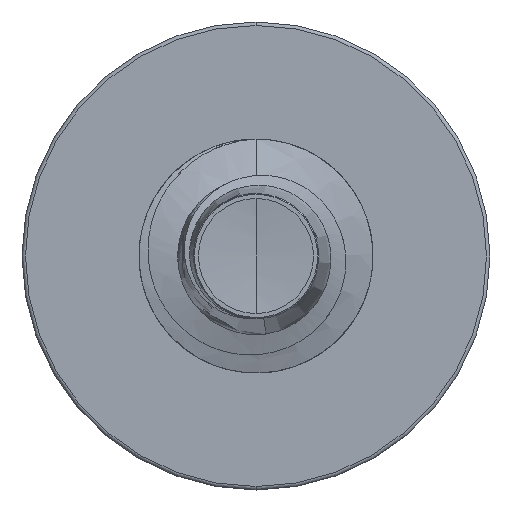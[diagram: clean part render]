
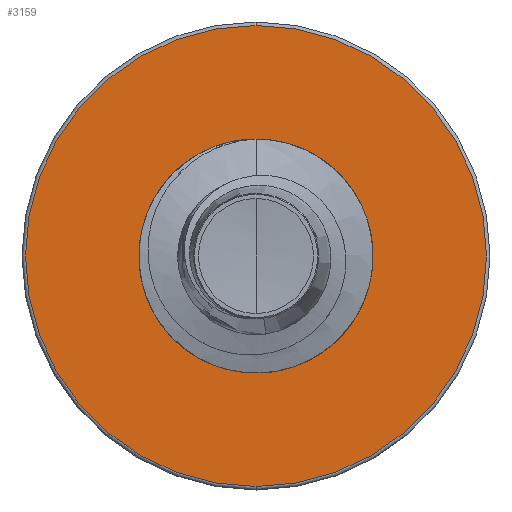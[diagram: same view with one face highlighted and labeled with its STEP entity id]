
A CAD part, front view. The second image highlights one B-rep face of the part: STEP entity #3159.
In plain terms, the highlighted planar face has unit normal (0, -1, 0).
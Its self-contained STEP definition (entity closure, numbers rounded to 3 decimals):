
#113 = CIRCLE ( 'NONE', #20682, 5.91 ) ;
#641 = CARTESIAN_POINT ( 'NONE',  ( 0., 25., -2.842 ) ) ;
#1191 = DIRECTION ( 'NONE',  ( 0., 0., 1. ) ) ;
#1477 = EDGE_LOOP ( 'NONE', ( #3731, #20318 ) ) ;
#1660 = CARTESIAN_POINT ( 'NONE',  ( 0., 25., 0. ) ) ;
#2005 = CIRCLE ( 'NONE', #15208, 2.842 ) ;
#2703 = VERTEX_POINT ( 'NONE', #16545 ) ;
#3159 = ADVANCED_FACE ( 'NONE', ( #21124, #15234 ), #6558, .F. ) ;
#3451 = AXIS2_PLACEMENT_3D ( 'NONE', #1660, #15715, #3689 ) ;
#3689 = DIRECTION ( 'NONE',  ( 0., 0., 1. ) ) ;
#3731 = ORIENTED_EDGE ( 'NONE', *, *, #10313, .T. ) ;
#3991 = DIRECTION ( 'NONE',  ( 0., 1., 0. ) ) ;
#4704 = DIRECTION ( 'NONE',  ( 0., 1., 0. ) ) ;
#5139 = CIRCLE ( 'NONE', #3451, 2.842 ) ;
#5425 = EDGE_CURVE ( 'NONE', #2703, #22379, #113, .T. ) ;
#6558 = PLANE ( 'NONE',  #11852 ) ;
#6732 = CARTESIAN_POINT ( 'NONE',  ( 0., 25., -5.91 ) ) ;
#7514 = AXIS2_PLACEMENT_3D ( 'NONE', #25054, #13257, #1191 ) ;
#8508 = CARTESIAN_POINT ( 'NONE',  ( 0., 25., 0. ) ) ;
#10313 = EDGE_CURVE ( 'NONE', #21228, #14028, #2005, .T. ) ;
#10522 = DIRECTION ( 'NONE',  ( 0., 0., 1. ) ) ;
#10599 = EDGE_LOOP ( 'NONE', ( #18167, #13505 ) ) ;
#11852 = AXIS2_PLACEMENT_3D ( 'NONE', #641, #4704, #18712 ) ;
#12185 = CARTESIAN_POINT ( 'NONE',  ( 0., 25., 2.842 ) ) ;
#13257 = DIRECTION ( 'NONE',  ( 0., 1., 0. ) ) ;
#13505 = ORIENTED_EDGE ( 'NONE', *, *, #19674, .F. ) ;
#14028 = VERTEX_POINT ( 'NONE', #21072 ) ;
#15208 = AXIS2_PLACEMENT_3D ( 'NONE', #16015, #3991, #18021 ) ;
#15234 = FACE_BOUND ( 'NONE', #1477, .T. ) ;
#15715 = DIRECTION ( 'NONE',  ( 0., 1., 0. ) ) ;
#16015 = CARTESIAN_POINT ( 'NONE',  ( 0., 25., 0. ) ) ;
#16545 = CARTESIAN_POINT ( 'NONE',  ( 0., 25., 5.91 ) ) ;
#16999 = EDGE_CURVE ( 'NONE', #14028, #21228, #5139, .T. ) ;
#18001 = CIRCLE ( 'NONE', #7514, 5.91 ) ;
#18021 = DIRECTION ( 'NONE',  ( 0., 0., 1. ) ) ;
#18167 = ORIENTED_EDGE ( 'NONE', *, *, #5425, .F. ) ;
#18712 = DIRECTION ( 'NONE',  ( 0., 0., 1. ) ) ;
#19674 = EDGE_CURVE ( 'NONE', #22379, #2703, #18001, .T. ) ;
#20318 = ORIENTED_EDGE ( 'NONE', *, *, #16999, .T. ) ;
#20682 = AXIS2_PLACEMENT_3D ( 'NONE', #8508, #22411, #10522 ) ;
#21072 = CARTESIAN_POINT ( 'NONE',  ( 0., 25., -2.842 ) ) ;
#21124 = FACE_OUTER_BOUND ( 'NONE', #10599, .T. ) ;
#21228 = VERTEX_POINT ( 'NONE', #12185 ) ;
#22379 = VERTEX_POINT ( 'NONE', #6732 ) ;
#22411 = DIRECTION ( 'NONE',  ( 0., 1., 0. ) ) ;
#25054 = CARTESIAN_POINT ( 'NONE',  ( 0., 25., 0. ) ) ;
